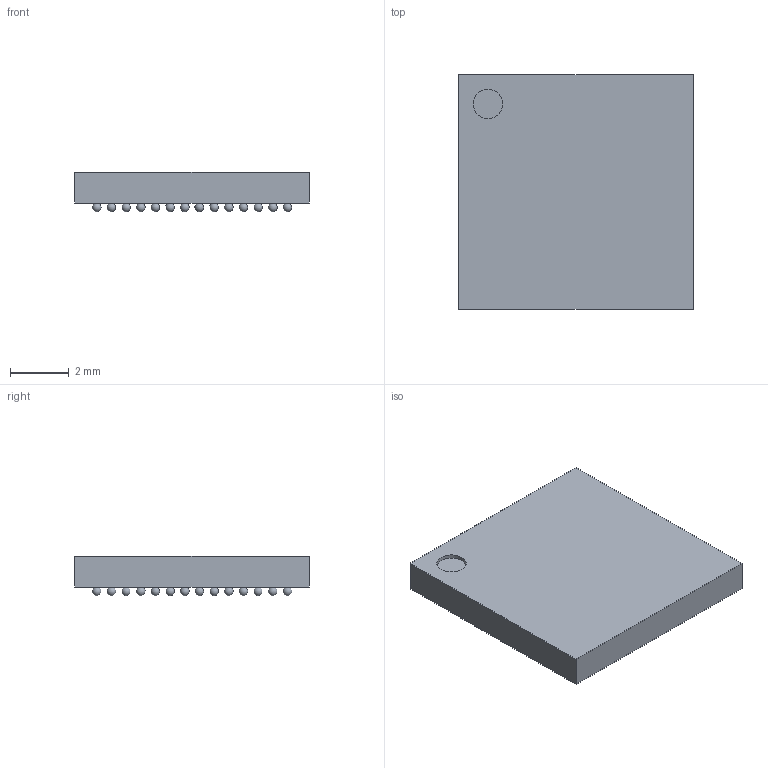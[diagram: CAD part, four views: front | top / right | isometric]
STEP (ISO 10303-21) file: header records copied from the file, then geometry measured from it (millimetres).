
FILE_DESCRIPTION(('CAx-IF Rec.Pracs.---Model Styling and Organization---1.5---2016-08-15','CAx-IF Rec.Pracs.---Geometric and Assembly Validation Properties---4.4---2016-08-17','CAx-IF Rec.Pracs.---User Defined Attributes---1.5---2016-08-15','CAx-IF Rec.Pracs.---External References---2.1---2005-01-19'),'2;1');
FILE_NAME('1180245.1.1.step','2024-12-06T03:25:10',('Unspecified'),('Unspecified'),'CAD Exchanger 3.10.2 (cadexchanger.com)','Unspecified','');
FILE_SCHEMA(('AUTOMOTIVE_DESIGN { 1 0 10303 214 1 1 1 1 }'));
Length unit declared in the file: millimetre
Products named in the file (134): ASSEMBLY; A1; A2; A3; A4; A5; A6; A7; A8; A9; A10; A11; A12; A13; A14; B1; B2; B3; B4; B5; B6; B7; B8; B9; B10; B11; B12; B13; B14; C1; C2; C3; C4; C5; C6; C7; C8; C9; C10; C11 ...
Assembly tree (133 placements, depth 2):
  ASSEMBLY
    A1
    A2
    A3
    A4
    A5
    A6
    A7
    A8
    A9
    A10
    A11
    A12
    A13
    A14
    B1
    B2
    B3
    B4
    B5
    B6
    B7
    B8
    B9
    B10
    B11
    B12
    B13
    B14
    C1
    C2
    C3
    C4
    C5
    C6
    C7
    C8
    C9
    C10
    C11
    C12
    C13
    C14
    D1
    D2
    D3
    D12
    D13
    D14
    E1
    E2
    E3
    E12
    E13
    E14
    F1
    F2
    F3
    F12
    F13
Bounding box: 8 x 8 x 1.35 mm (x, y, z)
Volume: 69 mm3; surface area: 199.3 mm2
Topology: 133 solids, 133 shells, 140 faces, 411 edges, 274 vertices
Faces by surface type: sphere 132, plane 7, cylinder 1
Full cylindrical faces by diameter (mm): 1 x1
Entity records: 6963 total; most frequent: CARTESIAN_POINT 1618, DIRECTION 563, ORIENTED_EDGE 294, AXIS2_PLACEMENT_3D 275, VERTEX_POINT 274, PRODUCT_DEFINITION_SHAPE 267, EDGE_CURVE 147, FACE_BOUND 141
